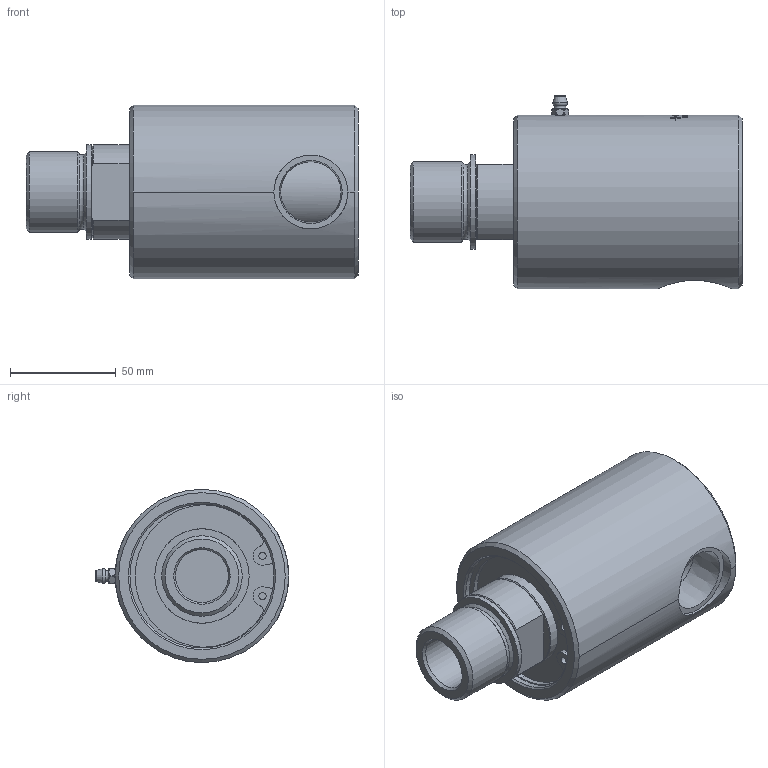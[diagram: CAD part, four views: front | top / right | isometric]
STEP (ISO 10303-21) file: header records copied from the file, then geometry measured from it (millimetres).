
FILE_DESCRIPTION(/* description */ (''),/* implementation_level */ '2;1');
FILE_NAME(/* name */ '355-021-074-IC.stp',/* time_stamp */ '2020-05-18T08:20:46-05:00',/* author */ ('Moorera'),/* organization */ (''),/* preprocessor_version */ 'ST-DEVELOPER v18.1',/* originating_system */ 'Autodesk Inventor 2020',/* authorisation */ '');
FILE_SCHEMA (('AUTOMOTIVE_DESIGN { 1 0 10303 214 3 1 1 }'));
Length unit declared in the file: millimetre
Products named in the file (1): 355-021-074-IC
Bounding box: 157.04 x 91.41 x 82 mm (x, y, z)
Volume: 577729.8 mm3; surface area: 53609.4 mm2
Topology: 1 solids, 2 shells, 397 faces, 1079 edges, 721 vertices
Faces by surface type: bspline 173, plane 124, cylinder 59, cone 36, torus 5
Full cylindrical faces by diameter (mm): 2.005 x1, 3.444 x2, 3.5 x1, 5.359 x1, 25 x1, 28.575 x1, 35 x1, 38.1 x1, 44.65 x2, 68.1 x1
Entity records: 17594 total; most frequent: CARTESIAN_POINT 8161, ORIENTED_EDGE 2154, DIRECTION 1594, EDGE_CURVE 1077, VERTEX_POINT 721, AXIS2_PLACEMENT_3D 603, EDGE_LOOP 436, FACE_OUTER_BOUND 397
